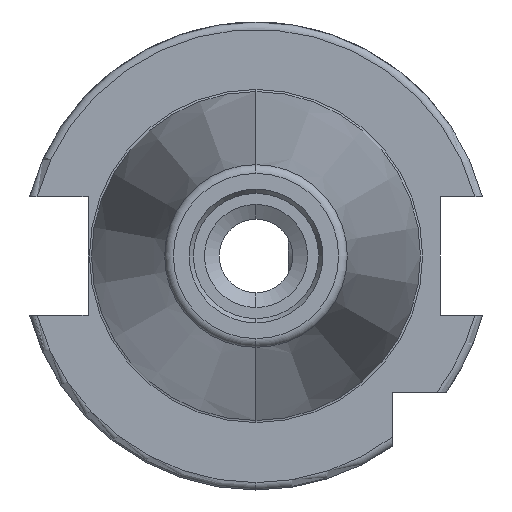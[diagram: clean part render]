
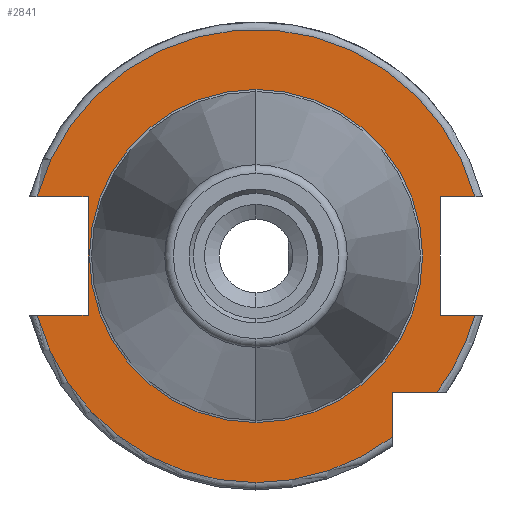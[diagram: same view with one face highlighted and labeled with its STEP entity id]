
A CAD part, left-side view. The second image highlights one B-rep face of the part: STEP entity #2841.
In plain terms, the highlighted planar face has unit normal (-1, 0, 0).
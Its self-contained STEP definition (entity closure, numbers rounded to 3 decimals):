
#24 = ORIENTED_EDGE ( 'NONE', *, *, #2556, .F. ) ;
#30 = ORIENTED_EDGE ( 'NONE', *, *, #2558, .T. ) ;
#43 = DIRECTION ( 'NONE',  ( 0., 1., 0. ) ) ;
#47 = VECTOR ( 'NONE', #43, 1000. ) ;
#312 = DIRECTION ( 'NONE',  ( 0., 0., -1. ) ) ;
#313 = DIRECTION ( 'NONE',  ( -1., 0., 0. ) ) ;
#314 = CARTESIAN_POINT ( 'NONE',  ( 3.2, 0., 0. ) ) ;
#324 = DIRECTION ( 'NONE',  ( 0., 0., -1. ) ) ;
#325 = DIRECTION ( 'NONE',  ( -1., 0., 0. ) ) ;
#326 = CARTESIAN_POINT ( 'NONE',  ( 3.2, 0., 0. ) ) ;
#333 = CIRCLE ( 'NONE', #343, 30.775 ) ;
#336 = AXIS2_PLACEMENT_3D ( 'NONE', #314, #313, #312 ) ;
#343 = AXIS2_PLACEMENT_3D ( 'NONE', #326, #325, #324 ) ;
#744 = CARTESIAN_POINT ( 'NONE',  ( 3.2, 0., 8.05 ) ) ;
#745 = LINE ( 'NONE', #744, #47 ) ;
#810 = VECTOR ( 'NONE', #838, 1000. ) ;
#812 = CARTESIAN_POINT ( 'NONE',  ( 3.2, 22.8, 30.775 ) ) ;
#816 = CARTESIAN_POINT ( 'NONE',  ( 3.2, 22.8, 8.05 ) ) ;
#838 = DIRECTION ( 'NONE',  ( 0., 0., -1. ) ) ;
#847 = LINE ( 'NONE', #812, #810 ) ;
#991 = CARTESIAN_POINT ( 'NONE',  ( 3.2, -18.5, -24.594 ) ) ;
#1019 = CARTESIAN_POINT ( 'NONE',  ( 3.2, 22.8, -8.05 ) ) ;
#1273 = CIRCLE ( 'NONE', #336, 30.775 ) ;
#1301 = DIRECTION ( 'NONE',  ( 0., 1., 0. ) ) ;
#1302 = VECTOR ( 'NONE', #1301, 1000. ) ;
#1303 = CARTESIAN_POINT ( 'NONE',  ( 3.2, -25.834, -18.5 ) ) ;
#1304 = LINE ( 'NONE', #1303, #1302 ) ;
#1310 = CARTESIAN_POINT ( 'NONE',  ( 3.2, 0., -8.05 ) ) ;
#1315 = CARTESIAN_POINT ( 'NONE',  ( 3.2, -25., 8.05 ) ) ;
#1320 = CIRCLE ( 'NONE', #1339, 30.775 ) ;
#1328 = CARTESIAN_POINT ( 'NONE',  ( 3.2, 29.704, 8.05 ) ) ;
#1330 = CARTESIAN_POINT ( 'NONE',  ( 3.2, 0., 0. ) ) ;
#1331 = CARTESIAN_POINT ( 'NONE',  ( 3.2, -29.704, -8.05 ) ) ;
#1335 = DIRECTION ( 'NONE',  ( 0., -1., 0. ) ) ;
#1336 = VECTOR ( 'NONE', #1335, 1000. ) ;
#1337 = DIRECTION ( 'NONE',  ( 0., 0., -1. ) ) ;
#1338 = DIRECTION ( 'NONE',  ( -1., 0., 0. ) ) ;
#1339 = AXIS2_PLACEMENT_3D ( 'NONE', #1330, #1338, #1337 ) ;
#1340 = CARTESIAN_POINT ( 'NONE',  ( 3.2, -25., -8.05 ) ) ;
#1342 = LINE ( 'NONE', #1310, #1336 ) ;
#1445 = CARTESIAN_POINT ( 'NONE',  ( 3.2, 0., -30.775 ) ) ;
#1966 = VERTEX_POINT ( 'NONE', #4314 ) ;
#2013 = EDGE_CURVE ( 'NONE', #1966, #2050, #4340, .T. ) ;
#2050 = VERTEX_POINT ( 'NONE', #1445 ) ;
#2556 = EDGE_CURVE ( 'NONE', #2557, #2789, #745, .T. ) ;
#2557 = VERTEX_POINT ( 'NONE', #816 ) ;
#2558 = EDGE_CURVE ( 'NONE', #2557, #2765, #847, .T. ) ;
#2739 = EDGE_LOOP ( 'NONE', ( #2819, #2815 ) ) ;
#2742 = ORIENTED_EDGE ( 'NONE', *, *, #2743, .T. ) ;
#2743 = EDGE_CURVE ( 'NONE', #2050, #2744, #1273, .T. ) ;
#2744 = VERTEX_POINT ( 'NONE', #991 ) ;
#2755 = ORIENTED_EDGE ( 'NONE', *, *, #2013, .T. ) ;
#2765 = VERTEX_POINT ( 'NONE', #1019 ) ;
#2768 = ORIENTED_EDGE ( 'NONE', *, *, #2801, .F. ) ;
#2773 = ORIENTED_EDGE ( 'NONE', *, *, #2798, .F. ) ;
#2777 = EDGE_CURVE ( 'NONE', #2848, #2789, #333, .T. ) ;
#2779 = VERTEX_POINT ( 'NONE', #1340 ) ;
#2781 = VERTEX_POINT ( 'NONE', #1331 ) ;
#2783 = EDGE_CURVE ( 'NONE', #1966, #2765, #1342, .T. ) ;
#2789 = VERTEX_POINT ( 'NONE', #1328 ) ;
#2793 = EDGE_CURVE ( 'NONE', #2816, #2781, #1320, .T. ) ;
#2796 = VERTEX_POINT ( 'NONE', #1315 ) ;
#2798 = EDGE_CURVE ( 'NONE', #2816, #2844, #1304, .T. ) ;
#2801 = EDGE_CURVE ( 'NONE', #2844, #2744, #3961, .T. ) ;
#2803 = EDGE_CURVE ( 'NONE', #2796, #2779, #3960, .T. ) ;
#2804 = EDGE_CURVE ( 'NONE', #2796, #2848, #3934, .T. ) ;
#2805 = ORIENTED_EDGE ( 'NONE', *, *, #2847, .T. ) ;
#2806 = EDGE_LOOP ( 'NONE', ( #2839, #2755, #2742, #2768, #2773, #2817, #2805, #2823, #2824, #2849, #24, #30 ) ) ;
#2815 = ORIENTED_EDGE ( 'NONE', *, *, #3099, .F. ) ;
#2816 = VERTEX_POINT ( 'NONE', #3942 ) ;
#2817 = ORIENTED_EDGE ( 'NONE', *, *, #2793, .T. ) ;
#2819 = ORIENTED_EDGE ( 'NONE', *, *, #2825, .F. ) ;
#2823 = ORIENTED_EDGE ( 'NONE', *, *, #2803, .F. ) ;
#2824 = ORIENTED_EDGE ( 'NONE', *, *, #2804, .T. ) ;
#2825 = EDGE_CURVE ( 'NONE', #3086, #3094, #3928, .T. ) ;
#2839 = ORIENTED_EDGE ( 'NONE', *, *, #2783, .F. ) ;
#2841 = ADVANCED_FACE ( 'NONE', ( #3432, #3431 ), #3480, .F. ) ;
#2844 = VERTEX_POINT ( 'NONE', #3472 ) ;
#2847 = EDGE_CURVE ( 'NONE', #2781, #2779, #3474, .T. ) ;
#2848 = VERTEX_POINT ( 'NONE', #3475 ) ;
#2849 = ORIENTED_EDGE ( 'NONE', *, *, #2777, .T. ) ;
#3086 = VERTEX_POINT ( 'NONE', #3883 ) ;
#3094 = VERTEX_POINT ( 'NONE', #3893 ) ;
#3099 = EDGE_CURVE ( 'NONE', #3094, #3086, #3911, .T. ) ;
#3431 = FACE_OUTER_BOUND ( 'NONE', #2806, .T. ) ;
#3432 = FACE_BOUND ( 'NONE', #2739, .T. ) ;
#3471 = DIRECTION ( 'NONE',  ( 1., 0., 0. ) ) ;
#3472 = CARTESIAN_POINT ( 'NONE',  ( 3.2, -18.5, -18.5 ) ) ;
#3473 = CARTESIAN_POINT ( 'NONE',  ( 3.2, 0., -8.05 ) ) ;
#3474 = LINE ( 'NONE', #3473, #3496 ) ;
#3475 = CARTESIAN_POINT ( 'NONE',  ( 3.2, -29.704, 8.05 ) ) ;
#3476 = DIRECTION ( 'NONE',  ( 0., 0., 1. ) ) ;
#3480 = PLANE ( 'NONE',  #3497 ) ;
#3495 = DIRECTION ( 'NONE',  ( 0., 1., 0. ) ) ;
#3496 = VECTOR ( 'NONE', #3495, 1000. ) ;
#3497 = AXIS2_PLACEMENT_3D ( 'NONE', #3498, #3471, #3476 ) ;
#3498 = CARTESIAN_POINT ( 'NONE',  ( 3.2, 0., 30.775 ) ) ;
#3883 = CARTESIAN_POINT ( 'NONE',  ( 3.2, 0., -22.625 ) ) ;
#3891 = CARTESIAN_POINT ( 'NONE',  ( 3.2, 0., 0. ) ) ;
#3893 = CARTESIAN_POINT ( 'NONE',  ( 3.2, 0., 22.625 ) ) ;
#3905 = DIRECTION ( 'NONE',  ( 0., 0., -1. ) ) ;
#3909 = DIRECTION ( 'NONE',  ( -1., 0., 0. ) ) ;
#3910 = AXIS2_PLACEMENT_3D ( 'NONE', #3891, #3909, #3905 ) ;
#3911 = CIRCLE ( 'NONE', #3910, 22.625 ) ;
#3924 = DIRECTION ( 'NONE',  ( 0., 0., -1. ) ) ;
#3925 = DIRECTION ( 'NONE',  ( -1., 0., 0. ) ) ;
#3926 = CARTESIAN_POINT ( 'NONE',  ( 3.2, 0., 0. ) ) ;
#3927 = AXIS2_PLACEMENT_3D ( 'NONE', #3926, #3925, #3924 ) ;
#3928 = CIRCLE ( 'NONE', #3927, 22.625 ) ;
#3932 = CARTESIAN_POINT ( 'NONE',  ( 3.2, -25., 30.775 ) ) ;
#3934 = LINE ( 'NONE', #3955, #3956 ) ;
#3938 = VECTOR ( 'NONE', #3939, 1000. ) ;
#3939 = DIRECTION ( 'NONE',  ( 0., 0., -1. ) ) ;
#3941 = CARTESIAN_POINT ( 'NONE',  ( 3.2, -18.5, -18.5 ) ) ;
#3942 = CARTESIAN_POINT ( 'NONE',  ( 3.2, -24.594, -18.5 ) ) ;
#3949 = VECTOR ( 'NONE', #3962, 1000. ) ;
#3954 = DIRECTION ( 'NONE',  ( 0., -1., 0. ) ) ;
#3955 = CARTESIAN_POINT ( 'NONE',  ( 3.2, 0., 8.05 ) ) ;
#3956 = VECTOR ( 'NONE', #3954, 1000. ) ;
#3960 = LINE ( 'NONE', #3932, #3949 ) ;
#3961 = LINE ( 'NONE', #3941, #3938 ) ;
#3962 = DIRECTION ( 'NONE',  ( 0., 0., -1. ) ) ;
#4314 = CARTESIAN_POINT ( 'NONE',  ( 3.2, 29.704, -8.05 ) ) ;
#4336 = CARTESIAN_POINT ( 'NONE',  ( 3.2, 0., 0. ) ) ;
#4340 = CIRCLE ( 'NONE', #4344, 30.775 ) ;
#4342 = DIRECTION ( 'NONE',  ( 0., 0., -1. ) ) ;
#4343 = DIRECTION ( 'NONE',  ( -1., 0., 0. ) ) ;
#4344 = AXIS2_PLACEMENT_3D ( 'NONE', #4336, #4343, #4342 ) ;
